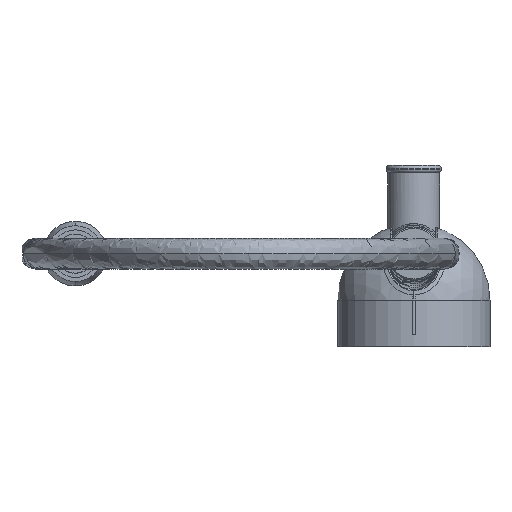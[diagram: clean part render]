
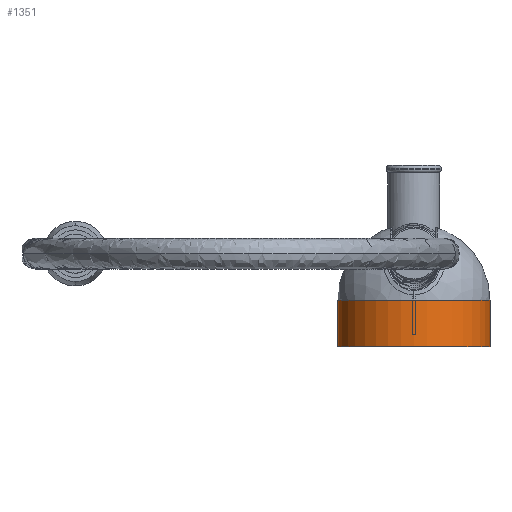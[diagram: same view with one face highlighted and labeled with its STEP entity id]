
A CAD part, front view. The second image highlights one B-rep face of the part: STEP entity #1351.
In plain terms, the highlighted cylindrical face has radius 29.25 mm (diameter 58.5 mm), a partial arc.
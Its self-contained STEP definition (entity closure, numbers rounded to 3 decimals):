
#29 = CYLINDRICAL_SURFACE ( 'NONE', #6778, 29.25 ) ;
#55 = DIRECTION ( 'NONE',  ( 0., 0., 1. ) ) ;
#391 = CARTESIAN_POINT ( 'NONE',  ( 29.25, -12.808, -35.818 ) ) ;
#476 = DIRECTION ( 'NONE',  ( -1., 0., 0. ) ) ;
#753 = CIRCLE ( 'NONE', #3514, 29.25 ) ;
#973 = CARTESIAN_POINT ( 'NONE',  ( 29.25, -12.808, -35.818 ) ) ;
#1168 = DIRECTION ( 'NONE',  ( 0., 0., 1. ) ) ;
#1351 = ADVANCED_FACE ( 'NONE', ( #3539 ), #29, .T. ) ;
#1581 = ORIENTED_EDGE ( 'NONE', *, *, #2080, .F. ) ;
#1685 = AXIS2_PLACEMENT_3D ( 'NONE', #3494, #1719, #2692 ) ;
#1719 = DIRECTION ( 'NONE',  ( 0., 0., 1. ) ) ;
#1994 = CARTESIAN_POINT ( 'NONE',  ( 0., -42.058, -17.818 ) ) ;
#2080 = EDGE_CURVE ( 'NONE', #5554, #4095, #10521, .T. ) ;
#2091 = VERTEX_POINT ( 'NONE', #10156 ) ;
#2169 = EDGE_CURVE ( 'NONE', #10446, #8896, #11415, .T. ) ;
#2692 = DIRECTION ( 'NONE',  ( -1., 0., 0. ) ) ;
#3222 = DIRECTION ( 'NONE',  ( -1., 0., 0. ) ) ;
#3494 = CARTESIAN_POINT ( 'NONE',  ( 0., -12.808, -17.818 ) ) ;
#3514 = AXIS2_PLACEMENT_3D ( 'NONE', #6729, #8925, #5184 ) ;
#3539 = FACE_OUTER_BOUND ( 'NONE', #4345, .T. ) ;
#3705 = CIRCLE ( 'NONE', #1685, 29.25 ) ;
#4095 = VERTEX_POINT ( 'NONE', #1994 ) ;
#4136 = VECTOR ( 'NONE', #7213, 1000. ) ;
#4345 = EDGE_LOOP ( 'NONE', ( #10267, #6395, #8597, #1581, #10030 ) ) ;
#4419 = EDGE_CURVE ( 'NONE', #2091, #10446, #753, .T. ) ;
#4946 = CARTESIAN_POINT ( 'NONE',  ( 0., -12.808, -17.818 ) ) ;
#5184 = DIRECTION ( 'NONE',  ( -1., 0., 0. ) ) ;
#5554 = VERTEX_POINT ( 'NONE', #8147 ) ;
#5602 = LINE ( 'NONE', #8089, #4136 ) ;
#5803 = CARTESIAN_POINT ( 'NONE',  ( 29.25, -12.808, -17.818 ) ) ;
#6395 = ORIENTED_EDGE ( 'NONE', *, *, #2169, .T. ) ;
#6729 = CARTESIAN_POINT ( 'NONE',  ( 0., -12.808, -35.818 ) ) ;
#6778 = AXIS2_PLACEMENT_3D ( 'NONE', #7043, #1168, #476 ) ;
#7043 = CARTESIAN_POINT ( 'NONE',  ( 0., -12.808, -35.818 ) ) ;
#7213 = DIRECTION ( 'NONE',  ( 0., 0., 1. ) ) ;
#7678 = EDGE_CURVE ( 'NONE', #2091, #5554, #5602, .T. ) ;
#8089 = CARTESIAN_POINT ( 'NONE',  ( -29.25, -12.808, -35.818 ) ) ;
#8147 = CARTESIAN_POINT ( 'NONE',  ( -29.25, -12.808, -17.818 ) ) ;
#8597 = ORIENTED_EDGE ( 'NONE', *, *, #9466, .F. ) ;
#8896 = VERTEX_POINT ( 'NONE', #5803 ) ;
#8925 = DIRECTION ( 'NONE',  ( 0., 0., 1. ) ) ;
#9043 = VECTOR ( 'NONE', #55, 1000. ) ;
#9334 = DIRECTION ( 'NONE',  ( 0., 0., 1. ) ) ;
#9466 = EDGE_CURVE ( 'NONE', #4095, #8896, #3705, .T. ) ;
#10030 = ORIENTED_EDGE ( 'NONE', *, *, #7678, .F. ) ;
#10156 = CARTESIAN_POINT ( 'NONE',  ( -29.25, -12.808, -35.818 ) ) ;
#10267 = ORIENTED_EDGE ( 'NONE', *, *, #4419, .T. ) ;
#10446 = VERTEX_POINT ( 'NONE', #391 ) ;
#10521 = CIRCLE ( 'NONE', #10710, 29.25 ) ;
#10710 = AXIS2_PLACEMENT_3D ( 'NONE', #4946, #9334, #3222 ) ;
#11415 = LINE ( 'NONE', #973, #9043 ) ;
